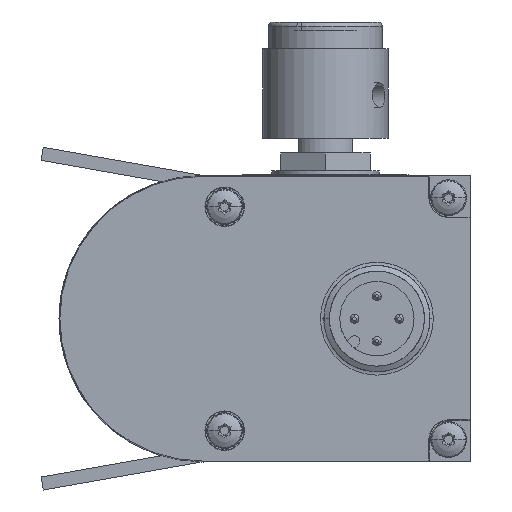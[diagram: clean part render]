
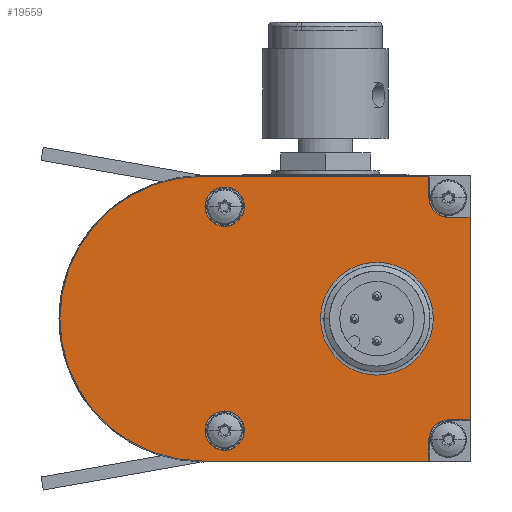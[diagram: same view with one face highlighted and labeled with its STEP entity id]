
A CAD part, left-side view. The second image highlights one B-rep face of the part: STEP entity #19559.
In plain terms, the highlighted planar face has unit normal (-1, 0, 0).
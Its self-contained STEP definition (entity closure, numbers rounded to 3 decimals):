
#1522=CARTESIAN_POINT('',(-6.,30.,0.));
#1523=DIRECTION('',(-1.,0.,0.));
#1524=DIRECTION('',(0.,0.,1.));
#1525=AXIS2_PLACEMENT_3D('',#1522,#1523,#1524);
#1527=DIRECTION('',(0.,1.,0.));
#1528=VECTOR('',#1527,25.3);
#1529=CARTESIAN_POINT('',(-6.,4.7,15.895));
#1530=LINE('',#1529,#1528);
#1531=DIRECTION('',(0.,0.,-1.));
#1532=VECTOR('',#1531,2.395);
#1533=CARTESIAN_POINT('',(-6.,4.7,15.895));
#1534=LINE('',#1533,#1532);
#1535=CARTESIAN_POINT('',(-6.,2.5,13.5));
#1536=DIRECTION('',(-1.,0.,0.));
#1537=DIRECTION('',(0.,1.,0.));
#1538=AXIS2_PLACEMENT_3D('',#1535,#1536,#1537);
#1540=DIRECTION('',(0.,1.,0.));
#1541=VECTOR('',#1540,2.395);
#1542=CARTESIAN_POINT('',(-6.,0.105,11.3));
#1543=LINE('',#1542,#1541);
#1544=DIRECTION('',(0.,0.,1.));
#1545=VECTOR('',#1544,22.6);
#1546=CARTESIAN_POINT('',(-6.,0.105,-11.3));
#1547=LINE('',#1546,#1545);
#1548=DIRECTION('',(0.,1.,0.));
#1549=VECTOR('',#1548,2.395);
#1550=CARTESIAN_POINT('',(-6.,0.105,-11.3));
#1551=LINE('',#1550,#1549);
#1552=CARTESIAN_POINT('',(-6.,2.5,-13.5));
#1553=DIRECTION('',(-1.,0.,0.));
#1554=DIRECTION('',(0.,0.,1.));
#1555=AXIS2_PLACEMENT_3D('',#1552,#1553,#1554);
#1557=DIRECTION('',(0.,0.,1.));
#1558=VECTOR('',#1557,2.395);
#1559=CARTESIAN_POINT('',(-6.,4.7,-15.895));
#1560=LINE('',#1559,#1558);
#1561=DIRECTION('',(0.,1.,0.));
#1562=VECTOR('',#1561,25.3);
#1563=CARTESIAN_POINT('',(-6.,4.7,-15.895));
#1564=LINE('',#1563,#1562);
#1565=CARTESIAN_POINT('',(-6.,27.5,12.5));
#1566=DIRECTION('',(-1.,0.,0.));
#1567=DIRECTION('',(0.,0.,1.));
#1568=AXIS2_PLACEMENT_3D('',#1565,#1566,#1567);
#1570=CARTESIAN_POINT('',(-6.,27.5,12.5));
#1571=DIRECTION('',(-1.,0.,0.));
#1572=DIRECTION('',(0.,0.,-1.));
#1573=AXIS2_PLACEMENT_3D('',#1570,#1571,#1572);
#1575=CARTESIAN_POINT('',(-6.,27.5,-12.5));
#1576=DIRECTION('',(-1.,0.,0.));
#1577=DIRECTION('',(0.,0.,1.));
#1578=AXIS2_PLACEMENT_3D('',#1575,#1576,#1577);
#1580=CARTESIAN_POINT('',(-6.,27.5,-12.5));
#1581=DIRECTION('',(-1.,0.,0.));
#1582=DIRECTION('',(0.,0.,-1.));
#1583=AXIS2_PLACEMENT_3D('',#1580,#1581,#1582);
#1585=CARTESIAN_POINT('',(-6.,10.5,0.));
#1586=DIRECTION('',(-1.,0.,0.));
#1587=DIRECTION('',(0.,1.,0.));
#1588=AXIS2_PLACEMENT_3D('',#1585,#1586,#1587);
#1590=CARTESIAN_POINT('',(-6.,10.5,0.));
#1591=DIRECTION('',(-1.,0.,0.));
#1592=DIRECTION('',(0.,-1.,0.));
#1593=AXIS2_PLACEMENT_3D('',#1590,#1591,#1592);
#15836=CARTESIAN_POINT('',(-6.,30.,15.895));
#15838=VERTEX_POINT('',#15836);
#15840=CARTESIAN_POINT('',(-6.,30.,-15.895));
#15842=VERTEX_POINT('',#15840);
#15851=CARTESIAN_POINT('',(-6.,27.5,14.7));
#15852=CARTESIAN_POINT('',(-6.,27.5,10.3));
#15853=VERTEX_POINT('',#15851);
#15854=VERTEX_POINT('',#15852);
#15855=CARTESIAN_POINT('',(-6.,27.5,-10.3));
#15856=CARTESIAN_POINT('',(-6.,27.5,-14.7));
#15857=VERTEX_POINT('',#15855);
#15858=VERTEX_POINT('',#15856);
#15947=CARTESIAN_POINT('',(-6.,16.8,0.));
#15948=CARTESIAN_POINT('',(-6.,4.2,0.));
#15949=VERTEX_POINT('',#15947);
#15950=VERTEX_POINT('',#15948);
#15971=CARTESIAN_POINT('',(-6.,4.7,13.5));
#15972=CARTESIAN_POINT('',(-6.,2.5,11.3));
#15973=VERTEX_POINT('',#15971);
#15974=VERTEX_POINT('',#15972);
#15975=CARTESIAN_POINT('',(-6.,2.5,-11.3));
#15976=CARTESIAN_POINT('',(-6.,4.7,-13.5));
#15977=VERTEX_POINT('',#15975);
#15978=VERTEX_POINT('',#15976);
#15979=CARTESIAN_POINT('',(-6.,4.7,15.895));
#15980=VERTEX_POINT('',#15979);
#15981=CARTESIAN_POINT('',(-6.,0.105,11.3));
#15982=VERTEX_POINT('',#15981);
#15983=CARTESIAN_POINT('',(-6.,0.105,-11.3));
#15984=VERTEX_POINT('',#15983);
#15985=CARTESIAN_POINT('',(-6.,4.7,-15.895));
#15986=VERTEX_POINT('',#15985);
#19518=CARTESIAN_POINT('',(-6.,30.,0.));
#19519=DIRECTION('',(-1.,0.,0.));
#19520=DIRECTION('',(0.,0.,1.));
#19521=AXIS2_PLACEMENT_3D('',#19518,#19519,#19520);
#19522=PLANE('',#19521);
#19523=ORIENTED_EDGE('',*,*,#19510,.F.);
#19524=ORIENTED_EDGE('',*,*,#19336,.F.);
#19526=ORIENTED_EDGE('',*,*,#19525,.T.);
#19528=ORIENTED_EDGE('',*,*,#19527,.T.);
#19530=ORIENTED_EDGE('',*,*,#19529,.F.);
#19531=ORIENTED_EDGE('',*,*,#19381,.F.);
#19533=ORIENTED_EDGE('',*,*,#19532,.T.);
#19535=ORIENTED_EDGE('',*,*,#19534,.T.);
#19537=ORIENTED_EDGE('',*,*,#19536,.F.);
#19538=ORIENTED_EDGE('',*,*,#19482,.T.);
#19539=EDGE_LOOP('',(#19523,#19524,#19526,#19528,#19530,#19531,#19533,#19535,
#19537,#19538));
#19540=FACE_OUTER_BOUND('',#19539,.F.);
#19542=ORIENTED_EDGE('',*,*,#19541,.T.);
#19544=ORIENTED_EDGE('',*,*,#19543,.T.);
#19545=EDGE_LOOP('',(#19542,#19544));
#19546=FACE_BOUND('',#19545,.F.);
#19548=ORIENTED_EDGE('',*,*,#19547,.T.);
#19550=ORIENTED_EDGE('',*,*,#19549,.T.);
#19551=EDGE_LOOP('',(#19548,#19550));
#19552=FACE_BOUND('',#19551,.F.);
#19554=ORIENTED_EDGE('',*,*,#19553,.T.);
#19556=ORIENTED_EDGE('',*,*,#19555,.T.);
#19557=EDGE_LOOP('',(#19554,#19556));
#19558=FACE_BOUND('',#19557,.F.);
#19559=ADVANCED_FACE('',(#19540,#19546,#19552,#19558),#19522,.T.);
#1526=CIRCLE('',#1525,15.895);
#1539=CIRCLE('',#1538,2.2);
#1556=CIRCLE('',#1555,2.2);
#1569=CIRCLE('',#1568,2.2);
#1574=CIRCLE('',#1573,2.2);
#1579=CIRCLE('',#1578,2.2);
#1584=CIRCLE('',#1583,2.2);
#1589=CIRCLE('',#1588,6.3);
#1594=CIRCLE('',#1593,6.3);
#19336=EDGE_CURVE('',#15980,#15838,#1530,.T.);
#19381=EDGE_CURVE('',#15984,#15982,#1547,.T.);
#19482=EDGE_CURVE('',#15986,#15842,#1564,.T.);
#19510=EDGE_CURVE('',#15838,#15842,#1526,.T.);
#19525=EDGE_CURVE('',#15980,#15973,#1534,.T.);
#19527=EDGE_CURVE('',#15973,#15974,#1539,.T.);
#19529=EDGE_CURVE('',#15982,#15974,#1543,.T.);
#19532=EDGE_CURVE('',#15984,#15977,#1551,.T.);
#19534=EDGE_CURVE('',#15977,#15978,#1556,.T.);
#19536=EDGE_CURVE('',#15986,#15978,#1560,.T.);
#19541=EDGE_CURVE('',#15853,#15854,#1569,.T.);
#19543=EDGE_CURVE('',#15854,#15853,#1574,.T.);
#19547=EDGE_CURVE('',#15857,#15858,#1579,.T.);
#19549=EDGE_CURVE('',#15858,#15857,#1584,.T.);
#19553=EDGE_CURVE('',#15949,#15950,#1589,.T.);
#19555=EDGE_CURVE('',#15950,#15949,#1594,.T.);
